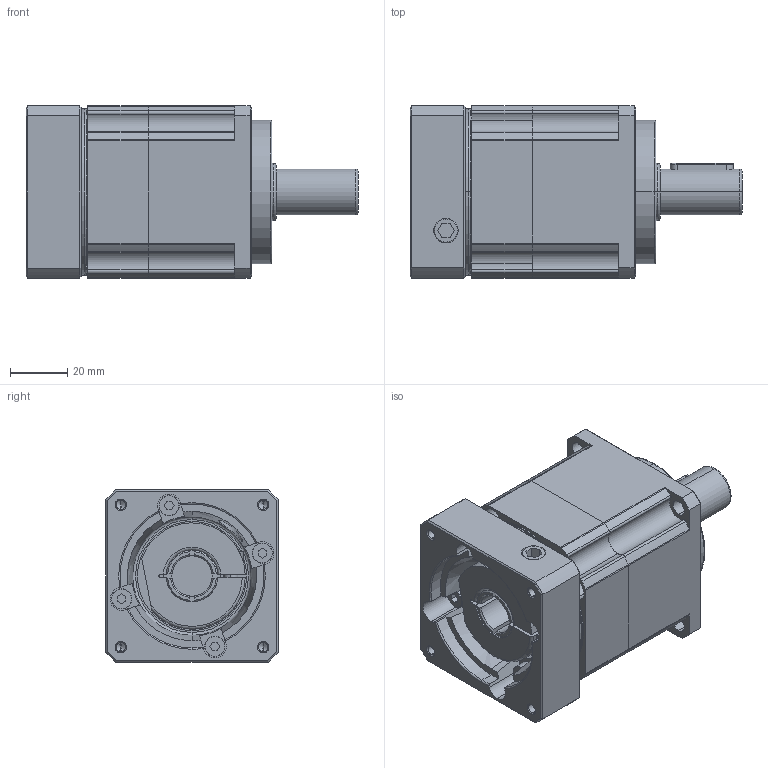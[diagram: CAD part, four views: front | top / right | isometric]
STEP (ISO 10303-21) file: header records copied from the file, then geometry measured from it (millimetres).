
FILE_DESCRIPTION (( 'STEP AP203' ), '1' );
FILE_NAME ('PGH60-L1-14-50-70-M4-A16.STEP', '2023-12-04T08:06:18', ( '' ), ( '' ), 'SwSTEP 2.0', 'SolidWorks 2018', '' );
FILE_SCHEMA (( 'CONFIG_CONTROL_DESIGN' ));
Length unit declared in the file: millimetre
Products named in the file (1): PGH60-L1-14-50-70-M4-A16
Bounding box: 115.5 x 60 x 60 mm (x, y, z)
Volume: 250041.1 mm3; surface area: 59905.8 mm2
Topology: 18 solids, 18 shells, 515 faces, 1255 edges, 796 vertices
Faces by surface type: cylinder 201, plane 199, cone 68, torus 47
Entity records: 15622 total; most frequent: CARTESIAN_POINT 3087, DIRECTION 2779, ORIENTED_EDGE 2490, EDGE_CURVE 1245, AXIS2_PLACEMENT_3D 1090, VERTEX_POINT 796, VECTOR 599, LINE 599
